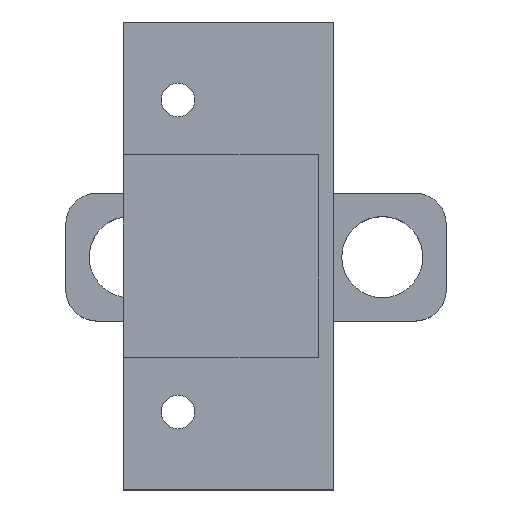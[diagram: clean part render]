
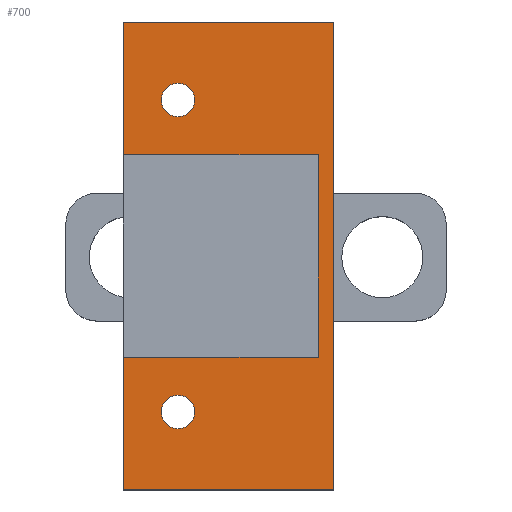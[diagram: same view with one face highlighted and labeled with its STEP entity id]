
A CAD part, top view. The second image highlights one B-rep face of the part: STEP entity #700.
In plain terms, the highlighted planar face has unit normal (0, 0, 1).
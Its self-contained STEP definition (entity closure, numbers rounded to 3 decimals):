
#36=FACE_BOUND('',#135,.T.);
#37=FACE_BOUND('',#136,.T.);
#56=CIRCLE('',#760,1.075);
#57=CIRCLE('',#762,1.075);
#88=FACE_OUTER_BOUND('',#134,.T.);
#134=EDGE_LOOP('',(#619,#620,#621,#622,#623,#624,#625,#626));
#135=EDGE_LOOP('',(#627));
#136=EDGE_LOOP('',(#628));
#186=LINE('',#1093,#262);
#201=LINE('',#1128,#277);
#204=LINE('',#1133,#280);
#206=LINE('',#1136,#282);
#207=LINE('',#1138,#283);
#208=LINE('',#1141,#284);
#210=LINE('',#1145,#286);
#212=LINE('',#1148,#288);
#262=VECTOR('',#895,10.);
#277=VECTOR('',#926,10.);
#280=VECTOR('',#929,10.);
#282=VECTOR('',#933,10.);
#283=VECTOR('',#936,10.);
#284=VECTOR('',#939,10.);
#286=VECTOR('',#943,10.);
#288=VECTOR('',#947,10.);
#339=VERTEX_POINT('',#1090);
#340=VERTEX_POINT('',#1092);
#349=VERTEX_POINT('',#1117);
#350=VERTEX_POINT('',#1121);
#351=VERTEX_POINT('',#1125);
#352=VERTEX_POINT('',#1127);
#353=VERTEX_POINT('',#1130);
#354=VERTEX_POINT('',#1132);
#355=VERTEX_POINT('',#1140);
#356=VERTEX_POINT('',#1144);
#419=EDGE_CURVE('',#340,#339,#186,.T.);
#432=EDGE_CURVE('',#349,#349,#56,.T.);
#434=EDGE_CURVE('',#350,#350,#57,.T.);
#437=EDGE_CURVE('',#352,#351,#201,.T.);
#440=EDGE_CURVE('',#354,#353,#204,.T.);
#442=EDGE_CURVE('',#339,#352,#206,.T.);
#443=EDGE_CURVE('',#353,#340,#207,.T.);
#444=EDGE_CURVE('',#355,#354,#208,.T.);
#446=EDGE_CURVE('',#356,#355,#210,.T.);
#448=EDGE_CURVE('',#351,#356,#212,.T.);
#619=ORIENTED_EDGE('',*,*,#448,.T.);
#620=ORIENTED_EDGE('',*,*,#446,.T.);
#621=ORIENTED_EDGE('',*,*,#444,.T.);
#622=ORIENTED_EDGE('',*,*,#440,.T.);
#623=ORIENTED_EDGE('',*,*,#443,.T.);
#624=ORIENTED_EDGE('',*,*,#419,.T.);
#625=ORIENTED_EDGE('',*,*,#442,.T.);
#626=ORIENTED_EDGE('',*,*,#437,.T.);
#627=ORIENTED_EDGE('',*,*,#434,.T.);
#628=ORIENTED_EDGE('',*,*,#432,.T.);
#665=PLANE('',#769);
#700=ADVANCED_FACE('',(#88,#36,#37),#665,.T.);
#760=AXIS2_PLACEMENT_3D('',#1118,#915,#916);
#762=AXIS2_PLACEMENT_3D('',#1122,#920,#921);
#769=AXIS2_PLACEMENT_3D('',#1149,#948,#949);
#895=DIRECTION('',(0.,1.,0.));
#915=DIRECTION('center_axis',(0.,0.,-1.));
#916=DIRECTION('ref_axis',(-1.,0.,0.));
#920=DIRECTION('center_axis',(0.,0.,-1.));
#921=DIRECTION('ref_axis',(-1.,0.,0.));
#926=DIRECTION('',(0.,-1.,0.));
#929=DIRECTION('',(0.,-1.,0.));
#933=DIRECTION('',(-1.,0.,0.));
#936=DIRECTION('',(1.,0.,0.));
#939=DIRECTION('',(-1.,0.,0.));
#943=DIRECTION('',(0.,-1.,0.));
#947=DIRECTION('',(1.,0.,0.));
#948=DIRECTION('center_axis',(0.,0.,1.));
#949=DIRECTION('ref_axis',(-1.,0.,0.));
#1090=CARTESIAN_POINT('',(40.,25.,2.));
#1092=CARTESIAN_POINT('',(40.,-5.,2.));
#1093=CARTESIAN_POINT('',(40.,0.,2.));
#1117=CARTESIAN_POINT('',(31.075,20.,2.));
#1118=CARTESIAN_POINT('Origin',(30.,20.,2.));
#1121=CARTESIAN_POINT('',(31.075,0.,2.));
#1122=CARTESIAN_POINT('Origin',(30.,0.,2.));
#1125=CARTESIAN_POINT('',(26.5,16.5,2.));
#1127=CARTESIAN_POINT('',(26.5,25.,2.));
#1128=CARTESIAN_POINT('',(26.5,-5.,2.));
#1130=CARTESIAN_POINT('',(26.5,-5.,2.));
#1132=CARTESIAN_POINT('',(26.5,3.5,2.));
#1133=CARTESIAN_POINT('',(26.5,-5.,2.));
#1136=CARTESIAN_POINT('',(26.5,25.,2.));
#1138=CARTESIAN_POINT('',(40.,-5.,2.));
#1140=CARTESIAN_POINT('',(39.,3.5,2.));
#1141=CARTESIAN_POINT('',(39.,3.5,2.));
#1144=CARTESIAN_POINT('',(39.,16.5,2.));
#1145=CARTESIAN_POINT('',(39.,16.5,2.));
#1148=CARTESIAN_POINT('',(26.5,16.5,2.));
#1149=CARTESIAN_POINT('Origin',(33.25,10.,2.));
